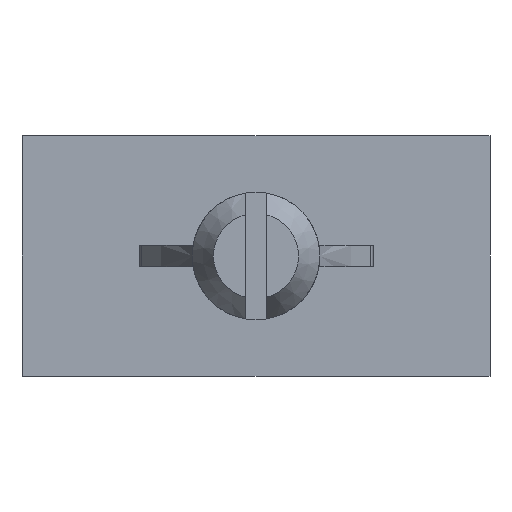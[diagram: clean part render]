
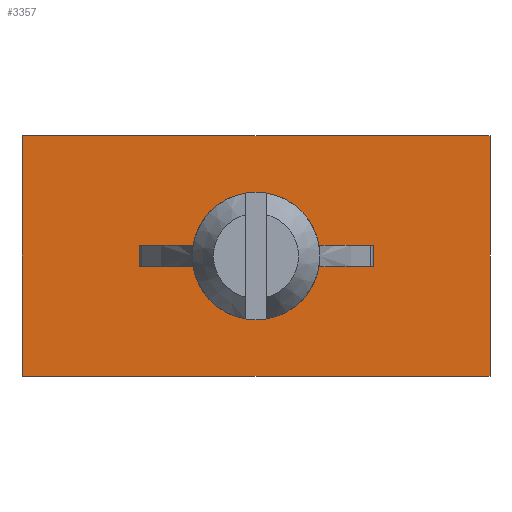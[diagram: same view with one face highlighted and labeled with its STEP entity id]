
A CAD part, front view. The second image highlights one B-rep face of the part: STEP entity #3357.
In plain terms, the highlighted planar face has unit normal (0, -1, 0).
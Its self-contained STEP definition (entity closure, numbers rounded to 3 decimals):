
#11 = EDGE_CURVE ( 'NONE', #2236, #3206, #734, .T. ) ;
#37 = EDGE_LOOP ( 'NONE', ( #2207, #406, #2975, #2431 ) ) ;
#38 = CARTESIAN_POINT ( 'NONE',  ( 0., 0., -3. ) ) ;
#237 = CARTESIAN_POINT ( 'NONE',  ( 0., 0., 0. ) ) ;
#240 = ORIENTED_EDGE ( 'NONE', *, *, #2059, .F. ) ;
#320 = VECTOR ( 'NONE', #2502, 1000. ) ;
#406 = ORIENTED_EDGE ( 'NONE', *, *, #526, .F. ) ;
#418 = CARTESIAN_POINT ( 'NONE',  ( 0., 0., 0. ) ) ;
#526 = EDGE_CURVE ( 'NONE', #3206, #3697, #2953, .T. ) ;
#564 = DIRECTION ( 'NONE',  ( 0., 0., -1. ) ) ;
#616 = EDGE_CURVE ( 'NONE', #753, #3697, #884, .T. ) ;
#734 = LINE ( 'NONE', #1013, #2369 ) ;
#753 = VERTEX_POINT ( 'NONE', #3594 ) ;
#755 = DIRECTION ( 'NONE',  ( 0., 0., -1. ) ) ;
#884 = LINE ( 'NONE', #3817, #2526 ) ;
#957 = CARTESIAN_POINT ( 'NONE',  ( -11., 0., -5.65 ) ) ;
#1013 = CARTESIAN_POINT ( 'NONE',  ( -11., 0., -5.65 ) ) ;
#1234 = CARTESIAN_POINT ( 'NONE',  ( 11., 0., 5.65 ) ) ;
#1569 = CIRCLE ( 'NONE', #4133, 3. ) ;
#1606 = DIRECTION ( 'NONE',  ( 0., 0., -1. ) ) ;
#1809 = VECTOR ( 'NONE', #4148, 1000. ) ;
#1850 = CARTESIAN_POINT ( 'NONE',  ( 0., 0., 3. ) ) ;
#1854 = CARTESIAN_POINT ( 'NONE',  ( -11., 0., -5.65 ) ) ;
#1890 = CIRCLE ( 'NONE', #3417, 3. ) ;
#2059 = EDGE_CURVE ( 'NONE', #3653, #2305, #1890, .T. ) ;
#2207 = ORIENTED_EDGE ( 'NONE', *, *, #616, .T. ) ;
#2236 = VERTEX_POINT ( 'NONE', #2297 ) ;
#2297 = CARTESIAN_POINT ( 'NONE',  ( -11., 0., -5.65 ) ) ;
#2305 = VERTEX_POINT ( 'NONE', #38 ) ;
#2369 = VECTOR ( 'NONE', #3716, 1000. ) ;
#2377 = FACE_OUTER_BOUND ( 'NONE', #37, .T. ) ;
#2431 = ORIENTED_EDGE ( 'NONE', *, *, #3211, .T. ) ;
#2496 = AXIS2_PLACEMENT_3D ( 'NONE', #957, #3574, #1606 ) ;
#2502 = DIRECTION ( 'NONE',  ( 1., 0., 0. ) ) ;
#2526 = VECTOR ( 'NONE', #2843, 1000. ) ;
#2529 = DIRECTION ( 'NONE',  ( 0., -1., 0. ) ) ;
#2610 = EDGE_CURVE ( 'NONE', #2305, #3653, #1569, .T. ) ;
#2699 = LINE ( 'NONE', #1854, #1809 ) ;
#2720 = DIRECTION ( 'NONE',  ( 0., -1., 0. ) ) ;
#2843 = DIRECTION ( 'NONE',  ( 0., 0., 1. ) ) ;
#2934 = PLANE ( 'NONE',  #2496 ) ;
#2953 = LINE ( 'NONE', #3456, #320 ) ;
#2975 = ORIENTED_EDGE ( 'NONE', *, *, #11, .F. ) ;
#2988 = ORIENTED_EDGE ( 'NONE', *, *, #2610, .F. ) ;
#3034 = CARTESIAN_POINT ( 'NONE',  ( -11., 0., 5.65 ) ) ;
#3061 = FACE_BOUND ( 'NONE', #3159, .T. ) ;
#3159 = EDGE_LOOP ( 'NONE', ( #240, #2988 ) ) ;
#3206 = VERTEX_POINT ( 'NONE', #3034 ) ;
#3211 = EDGE_CURVE ( 'NONE', #2236, #753, #2699, .T. ) ;
#3357 = ADVANCED_FACE ( 'NONE', ( #2377, #3061 ), #2934, .T. ) ;
#3417 = AXIS2_PLACEMENT_3D ( 'NONE', #237, #2529, #564 ) ;
#3456 = CARTESIAN_POINT ( 'NONE',  ( -11., 0., 5.65 ) ) ;
#3574 = DIRECTION ( 'NONE',  ( 0., -1., 0. ) ) ;
#3594 = CARTESIAN_POINT ( 'NONE',  ( 11., 0., -5.65 ) ) ;
#3653 = VERTEX_POINT ( 'NONE', #1850 ) ;
#3697 = VERTEX_POINT ( 'NONE', #1234 ) ;
#3716 = DIRECTION ( 'NONE',  ( 0., 0., 1. ) ) ;
#3817 = CARTESIAN_POINT ( 'NONE',  ( 11., 0., -5.65 ) ) ;
#4133 = AXIS2_PLACEMENT_3D ( 'NONE', #418, #2720, #755 ) ;
#4148 = DIRECTION ( 'NONE',  ( 1., 0., 0. ) ) ;
